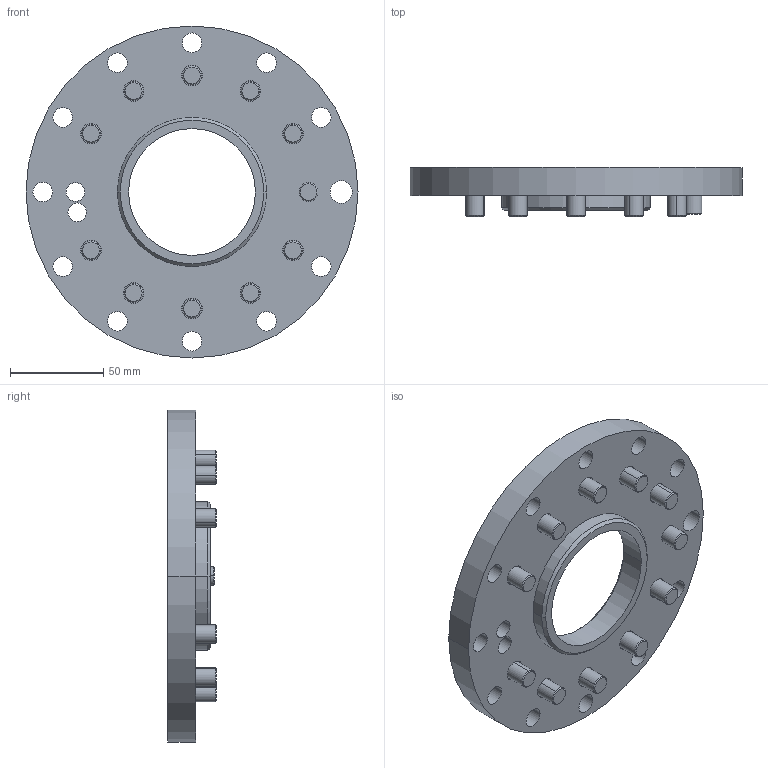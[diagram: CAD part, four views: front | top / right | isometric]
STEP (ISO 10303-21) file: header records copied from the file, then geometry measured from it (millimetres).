
FILE_DESCRIPTION (( 'STEP AP203' ), '1' );
FILE_NAME ('P0670.STEP', '2020-11-30T08:22:40', ( '' ), ( '' ), 'SwSTEP 2.0', 'SolidWorks 2019', '' );
FILE_SCHEMA (( 'CONFIG_CONTROL_DESIGN' ));
Length unit declared in the file: millimetre
Products named in the file (1): P0670
Bounding box: 178 x 26.2 x 178 mm (x, y, z)
Volume: 277127.5 mm3; surface area: 83003.6 mm2
Topology: 12 solids, 12 shells, 288 faces, 644 edges, 412 vertices
Faces by surface type: cylinder 120, plane 116, cone 30, torus 22
Entity records: 8225 total; most frequent: DIRECTION 1536, CARTESIAN_POINT 1345, ORIENTED_EDGE 1288, EDGE_CURVE 644, AXIS2_PLACEMENT_3D 603, VERTEX_POINT 412, EDGE_LOOP 372, VECTOR 330
